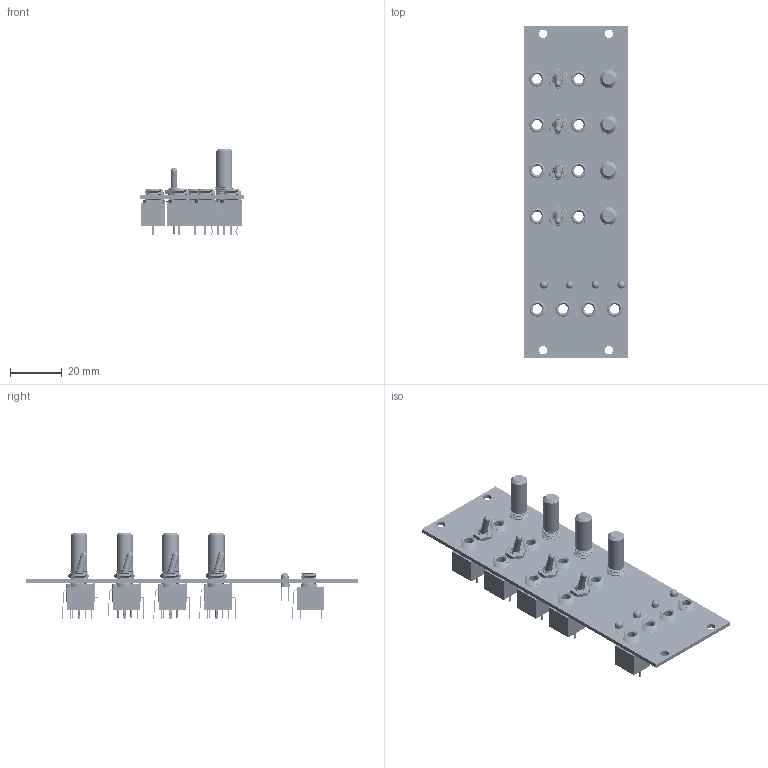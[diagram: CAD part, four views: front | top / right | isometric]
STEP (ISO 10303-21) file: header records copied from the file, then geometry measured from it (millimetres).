
FILE_DESCRIPTION(('KiCad electronic assembly'),'2;1');
FILE_NAME('front-panel.step','2025-11-04T17:08:30',('Pcbnew'),('Kicad'), 'Open CASCADE STEP processor 7.6','KiCad to STEP converter','Unknown' );
FILE_SCHEMA(('AUTOMOTIVE_DESIGN { 1 0 10303 214 1 1 1 1 }'));
Length unit declared in the file: millimetre
Products named in the file (9): front-panel 1; Alpha-Pot; Subminiture-SPDT; Thonkicon; 1; 2; 3; LED_D3.0mm; front-panel_PCB
Assembly tree (28 placements, depth 3):
  front-panel 1
    Alpha-Pot  x4
    Subminiture-SPDT  x4
    Thonkicon  x12
      1
      2
      3
    LED_D3.0mm  x4
    front-panel_PCB
Bounding box: 40.4 x 128.5 x 33.64 mm (x, y, z)
Volume: 19426.3 mm3; surface area: 34575.9 mm2
Topology: 97 solids, 97 shells, 3194 faces, 7960 edges, 5036 vertices
Faces by surface type: plane 2070, cylinder 632, bspline 364, cone 92, sphere 20, torus 16
Full cylindrical faces by diameter (mm): 0.5 x12, 1.6 x16, 2.5 x4, 3 x4, 3.1 x4, 3.3 x4, 3.6 x12, 3.75 x16, 3.966 x12, 4.176 x16, 4.75 x4, 5.05 x4, 6 x4, 6.1 x12, 6.188 x24, 6.35 x4, 7.1 x4
Entity records: 28370 total; most frequent: CARTESIAN_POINT 12011, ORIENTED_EDGE 3486, DIRECTION 3021, EDGE_CURVE 1743, LINE 1133, VECTOR 1133, VERTEX_POINT 1100, AXIS2_PLACEMENT_3D 944
